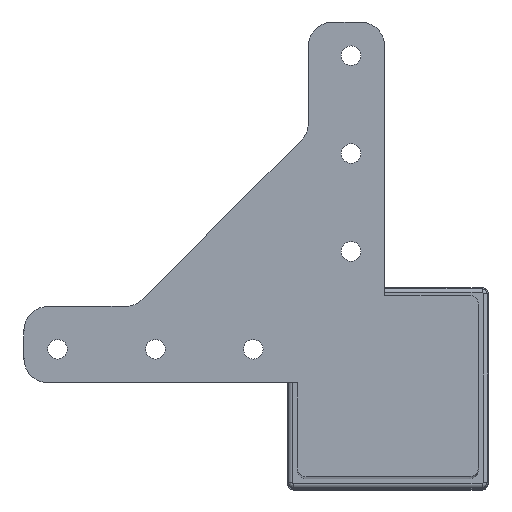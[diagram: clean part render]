
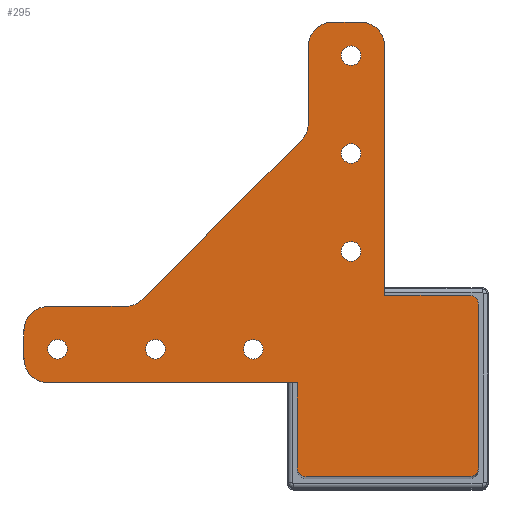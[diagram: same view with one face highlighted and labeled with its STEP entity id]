
A CAD part, top view. The second image highlights one B-rep face of the part: STEP entity #295.
In plain terms, the highlighted planar face has unit normal (0, 0, 1).
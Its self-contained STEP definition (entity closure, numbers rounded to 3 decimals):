
#295=ADVANCED_FACE('',(#650,#651,#652,#653,#654,#655,#656),#657,.F.);
#650=FACE_OUTER_BOUND('',#1759,.T.);
#651=FACE_BOUND('',#1760,.T.);
#652=FACE_BOUND('',#1761,.T.);
#653=FACE_BOUND('',#1762,.T.);
#654=FACE_BOUND('',#1763,.T.);
#655=FACE_BOUND('',#1764,.T.);
#656=FACE_BOUND('',#1765,.T.);
#657=PLANE('',#1766);
#691=EDGE_CURVE('',#1816,#1817,#1818,.T.);
#696=EDGE_CURVE('',#1817,#1825,#1826,.T.);
#700=EDGE_CURVE('',#1825,#1831,#1832,.T.);
#707=EDGE_CURVE('',#1831,#1843,#1844,.T.);
#727=EDGE_CURVE('',#1874,#1876,#1877,.T.);
#730=EDGE_CURVE('',#1876,#1880,#1881,.T.);
#735=EDGE_CURVE('',#1880,#1816,#1887,.T.);
#1759=EDGE_LOOP('',(#2542,#2543,#2544,#2545,#2546,#2547,#2548,#2549,#2550,#2551,#2552,#2553,#2554,#2555,#2556,#2557,#2558,#2559,#2560,#2561));
#1760=EDGE_LOOP('',(#2562));
#1761=EDGE_LOOP('',(#2563));
#1762=EDGE_LOOP('',(#2564));
#1763=EDGE_LOOP('',(#2565));
#1764=EDGE_LOOP('',(#2566));
#1765=EDGE_LOOP('',(#2567));
#1766=AXIS2_PLACEMENT_3D('',#2568,#2569,#2570);
#1816=VERTEX_POINT('',#2636);
#1817=VERTEX_POINT('',#2637);
#1818=CIRCLE('',#2638,3.);
#1825=VERTEX_POINT('',#2647);
#1826=LINE('',#2648,#2649);
#1831=VERTEX_POINT('',#2656);
#1832=CIRCLE('',#2657,3.);
#1843=VERTEX_POINT('',#2671);
#1844=LINE('',#2672,#2673);
#1874=VERTEX_POINT('',#2732);
#1876=VERTEX_POINT('',#2735);
#1877=LINE('',#2736,#2737);
#1880=VERTEX_POINT('',#2741);
#1881=CIRCLE('',#2742,3.0);
#1887=LINE('',#2750,#2751);
#2542=ORIENTED_EDGE('',*,*,#735,.F.);
#2543=ORIENTED_EDGE('',*,*,#730,.F.);
#2544=ORIENTED_EDGE('',*,*,#727,.F.);
#2545=ORIENTED_EDGE('',*,*,#2947,.F.);
#2546=ORIENTED_EDGE('',*,*,#2897,.T.);
#2547=ORIENTED_EDGE('',*,*,#2898,.F.);
#2548=ORIENTED_EDGE('',*,*,#2902,.T.);
#2549=ORIENTED_EDGE('',*,*,#2903,.F.);
#2550=ORIENTED_EDGE('',*,*,#2908,.T.);
#2551=ORIENTED_EDGE('',*,*,#2909,.F.);
#2552=ORIENTED_EDGE('',*,*,#2914,.T.);
#2553=ORIENTED_EDGE('',*,*,#2915,.F.);
#2554=ORIENTED_EDGE('',*,*,#2920,.T.);
#2555=ORIENTED_EDGE('',*,*,#2921,.F.);
#2556=ORIENTED_EDGE('',*,*,#2925,.T.);
#2557=ORIENTED_EDGE('',*,*,#2956,.T.);
#2558=ORIENTED_EDGE('',*,*,#707,.F.);
#2559=ORIENTED_EDGE('',*,*,#700,.F.);
#2560=ORIENTED_EDGE('',*,*,#696,.F.);
#2561=ORIENTED_EDGE('',*,*,#691,.F.);
#2562=ORIENTED_EDGE('',*,*,#2846,.T.);
#2563=ORIENTED_EDGE('',*,*,#2848,.T.);
#2564=ORIENTED_EDGE('',*,*,#2850,.T.);
#2565=ORIENTED_EDGE('',*,*,#2852,.T.);
#2566=ORIENTED_EDGE('',*,*,#2854,.T.);
#2567=ORIENTED_EDGE('',*,*,#2856,.T.);
#2568=CARTESIAN_POINT('',(-10.69,-473.175,876.98));
#2569=DIRECTION('',(0.0,0.0,-1.0));
#2570=DIRECTION('',(0.0,-1.0,0.0));
#2636=CARTESIAN_POINT('',(-10.699,-470.166,876.98));
#2637=CARTESIAN_POINT('',(-13.699,-473.166,876.98));
#2638=AXIS2_PLACEMENT_3D('',#2997,#2998,#2999);
#2647=CARTESIAN_POINT('',(-66.999,-473.166,876.98));
#2648=CARTESIAN_POINT('',(-13.699,-473.166,876.98));
#2649=VECTOR('',#3005,53.3);
#2656=CARTESIAN_POINT('',(-69.999,-470.166,876.98));
#2657=AXIS2_PLACEMENT_3D('',#3008,#3009,#3010);
#2671=CARTESIAN_POINT('',(-69.999,-442.516,876.98));
#2672=CARTESIAN_POINT('',(-69.999,-470.166,876.98));
#2673=VECTOR('',#3020,27.65);
#2732=CARTESIAN_POINT('',(-41.349,-413.866,876.98));
#2735=CARTESIAN_POINT('',(-13.699,-413.866,876.98));
#2736=CARTESIAN_POINT('',(-41.349,-413.866,876.98));
#2737=VECTOR('',#3044,27.65);
#2741=CARTESIAN_POINT('',(-10.699,-416.866,876.98));
#2742=AXIS2_PLACEMENT_3D('',#3046,#3047,#3048);
#2750=CARTESIAN_POINT('',(-10.699,-416.866,876.98));
#2751=VECTOR('',#3054,53.3);
#2846=EDGE_CURVE('',#3206,#3206,#3207,.T.);
#2848=EDGE_CURVE('',#3210,#3210,#3211,.T.);
#2850=EDGE_CURVE('',#3214,#3214,#3215,.T.);
#2852=EDGE_CURVE('',#3218,#3218,#3219,.T.);
#2854=EDGE_CURVE('',#3222,#3222,#3223,.T.);
#2856=EDGE_CURVE('',#3226,#3226,#3227,.T.);
#2897=EDGE_CURVE('',#3299,#3302,#3304,.T.);
#2898=EDGE_CURVE('',#3305,#3302,#3306,.T.);
#2902=EDGE_CURVE('',#3305,#3310,#3312,.T.);
#2903=EDGE_CURVE('',#3313,#3310,#3314,.T.);
#2908=EDGE_CURVE('',#3313,#3320,#3322,.T.);
#2909=EDGE_CURVE('',#3323,#3320,#3324,.T.);
#2914=EDGE_CURVE('',#3323,#3330,#3332,.T.);
#2915=EDGE_CURVE('',#3333,#3330,#3334,.T.);
#2920=EDGE_CURVE('',#3333,#3339,#3341,.T.);
#2921=EDGE_CURVE('',#3342,#3339,#3343,.T.);
#2925=EDGE_CURVE('',#3342,#3347,#3349,.T.);
#2947=EDGE_CURVE('',#3299,#1874,#3381,.T.);
#2956=EDGE_CURVE('',#3347,#1843,#3390,.T.);
#2997=CARTESIAN_POINT('',(-13.699,-470.166,876.98));
#2998=DIRECTION('',(0.0,0.0,-1.0));
#2999=DIRECTION('',(1.0,0.,0.0));
#3005=DIRECTION('',(-1.0,0.0,0.0));
#3008=CARTESIAN_POINT('',(-66.999,-470.166,876.98));
#3009=DIRECTION('',(-0.0,0.0,-1.0));
#3010=DIRECTION('',(-1.0,0.,0.0));
#3020=DIRECTION('',(0.0,1.0,0.0));
#3044=DIRECTION('',(1.0,0.0,0.0));
#3046=CARTESIAN_POINT('',(-13.699,-416.866,876.98));
#3047=DIRECTION('',(0.0,0.0,-1.0));
#3048=DIRECTION('',(0.0,1.0,0.0));
#3054=DIRECTION('',(0.0,-1.0,0.0));
#3206=VERTEX_POINT('',#3604);
#3207=CIRCLE('',#3605,3.2);
#3210=VERTEX_POINT('',#3608);
#3211=CIRCLE('',#3609,3.2);
#3214=VERTEX_POINT('',#3612);
#3215=CIRCLE('',#3613,3.2);
#3218=VERTEX_POINT('',#3616);
#3219=CIRCLE('',#3617,3.2);
#3222=VERTEX_POINT('',#3620);
#3223=CIRCLE('',#3621,3.2);
#3226=VERTEX_POINT('',#3624);
#3227=CIRCLE('',#3625,3.2);
#3299=VERTEX_POINT('',#3755);
#3302=VERTEX_POINT('',#3759);
#3304=CIRCLE('',#3762,8.0);
#3305=VERTEX_POINT('',#3763);
#3306=LINE('',#3764,#3765);
#3310=VERTEX_POINT('',#3770);
#3312=CIRCLE('',#3773,8.0);
#3313=VERTEX_POINT('',#3774);
#3314=LINE('',#3775,#3776);
#3320=VERTEX_POINT('',#3784);
#3322=CIRCLE('',#3787,8.0);
#3323=VERTEX_POINT('',#3788);
#3324=LINE('',#3789,#3790);
#3330=VERTEX_POINT('',#3798);
#3332=CIRCLE('',#3801,8.);
#3333=VERTEX_POINT('',#3802);
#3334=LINE('',#3803,#3804);
#3339=VERTEX_POINT('',#3811);
#3341=CIRCLE('',#3814,8.0);
#3342=VERTEX_POINT('',#3815);
#3343=LINE('',#3816,#3817);
#3347=VERTEX_POINT('',#3822);
#3349=CIRCLE('',#3825,8.0);
#3381=LINE('',#3864,#3865);
#3390=LINE('',#3882,#3883);
#3604=CARTESIAN_POINT('',(-52.349,-338.716,876.98));
#3605=AXIS2_PLACEMENT_3D('',#4070,#4071,#4072);
#3608=CARTESIAN_POINT('',(-52.349,-370.716,876.98));
#3609=AXIS2_PLACEMENT_3D('',#4076,#4077,#4078);
#3612=CARTESIAN_POINT('',(-52.349,-402.716,876.98));
#3613=AXIS2_PLACEMENT_3D('',#4082,#4083,#4084);
#3616=CARTESIAN_POINT('',(-148.349,-434.716,876.98));
#3617=AXIS2_PLACEMENT_3D('',#4088,#4089,#4090);
#3620=CARTESIAN_POINT('',(-116.349,-434.716,876.98));
#3621=AXIS2_PLACEMENT_3D('',#4094,#4095,#4096);
#3624=CARTESIAN_POINT('',(-84.349,-434.716,876.98));
#3625=AXIS2_PLACEMENT_3D('',#4100,#4101,#4102);
#3755=CARTESIAN_POINT('',(-41.349,-332.516,876.98));
#3759=CARTESIAN_POINT('',(-49.349,-324.516,876.98));
#3762=AXIS2_PLACEMENT_3D('',#4176,#4177,#4178);
#3763=CARTESIAN_POINT('',(-58.349,-324.516,876.98));
#3764=CARTESIAN_POINT('',(-58.349,-324.516,876.98));
#3765=VECTOR('',#4179,9.);
#3770=CARTESIAN_POINT('',(-66.349,-332.516,876.98));
#3773=AXIS2_PLACEMENT_3D('',#4185,#4186,#4187);
#3774=CARTESIAN_POINT('',(-66.349,-357.634,876.98));
#3775=CARTESIAN_POINT('',(-66.349,-357.634,876.98));
#3776=VECTOR('',#4188,25.118);
#3784=CARTESIAN_POINT('',(-68.692,-363.291,876.98));
#3787=AXIS2_PLACEMENT_3D('',#4195,#4196,#4197);
#3788=CARTESIAN_POINT('',(-120.574,-415.173,876.98));
#3789=CARTESIAN_POINT('',(-120.574,-415.173,876.98));
#3790=VECTOR('',#4198,73.373);
#3798=CARTESIAN_POINT('',(-126.231,-417.516,876.98));
#3801=AXIS2_PLACEMENT_3D('',#4205,#4206,#4207);
#3802=CARTESIAN_POINT('',(-151.349,-417.516,876.98));
#3803=CARTESIAN_POINT('',(-151.349,-417.516,876.98));
#3804=VECTOR('',#4208,25.118);
#3811=CARTESIAN_POINT('',(-159.349,-425.516,876.98));
#3814=AXIS2_PLACEMENT_3D('',#4215,#4216,#4217);
#3815=CARTESIAN_POINT('',(-159.349,-434.516,876.98));
#3816=CARTESIAN_POINT('',(-159.349,-434.516,876.98));
#3817=VECTOR('',#4218,9.);
#3822=CARTESIAN_POINT('',(-151.349,-442.516,876.98));
#3825=AXIS2_PLACEMENT_3D('',#4224,#4225,#4226);
#3864=CARTESIAN_POINT('',(-41.349,-332.516,876.98));
#3865=VECTOR('',#4276,81.35);
#3882=CARTESIAN_POINT('',(-151.349,-442.516,876.98));
#3883=VECTOR('',#4285,81.35);
#4070=CARTESIAN_POINT('',(-52.349,-335.516,876.98));
#4071=DIRECTION('',(0.0,0.0,-1.0));
#4072=DIRECTION('',(0.,1.0,0.0));
#4076=CARTESIAN_POINT('',(-52.349,-367.516,876.98));
#4077=DIRECTION('',(0.0,0.0,-1.0));
#4078=DIRECTION('',(0.,1.0,0.0));
#4082=CARTESIAN_POINT('',(-52.349,-399.516,876.98));
#4083=DIRECTION('',(0.0,0.0,-1.0));
#4084=DIRECTION('',(0.,1.0,0.0));
#4088=CARTESIAN_POINT('',(-148.349,-431.516,876.98));
#4089=DIRECTION('',(0.0,0.0,-1.0));
#4090=DIRECTION('',(0.,1.0,0.0));
#4094=CARTESIAN_POINT('',(-116.349,-431.516,876.98));
#4095=DIRECTION('',(0.0,0.0,-1.0));
#4096=DIRECTION('',(0.,1.0,0.0));
#4100=CARTESIAN_POINT('',(-84.349,-431.516,876.98));
#4101=DIRECTION('',(0.0,0.0,-1.0));
#4102=DIRECTION('',(0.,1.0,0.0));
#4176=CARTESIAN_POINT('',(-49.349,-332.516,876.98));
#4177=DIRECTION('',(0.0,0.0,1.0));
#4178=DIRECTION('',(1.0,0.0,0.0));
#4179=DIRECTION('',(1.0,0.0,0.0));
#4185=CARTESIAN_POINT('',(-58.349,-332.516,876.98));
#4186=DIRECTION('',(0.0,0.0,1.0));
#4187=DIRECTION('',(0.,1.0,0.0));
#4188=DIRECTION('',(0.0,1.0,0.0));
#4195=CARTESIAN_POINT('',(-74.349,-357.634,876.98));
#4196=DIRECTION('',(0.0,0.0,-1.0));
#4197=DIRECTION('',(1.0,0.0,0.0));
#4198=DIRECTION('',(0.707,0.707,0.0));
#4205=CARTESIAN_POINT('',(-126.231,-409.516,876.98));
#4206=DIRECTION('',(0.,0.,-1.0));
#4207=DIRECTION('',(0.707,-0.707,0.0));
#4208=DIRECTION('',(1.0,0.0,0.0));
#4215=CARTESIAN_POINT('',(-151.349,-425.516,876.98));
#4216=DIRECTION('',(0.0,-0.0,1.0));
#4217=DIRECTION('',(0.0,1.0,0.0));
#4218=DIRECTION('',(0.0,1.0,0.0));
#4224=CARTESIAN_POINT('',(-151.349,-434.516,876.98));
#4225=DIRECTION('',(0.0,0.0,1.0));
#4226=DIRECTION('',(-1.0,0.0,0.0));
#4276=DIRECTION('',(0.0,-1.0,0.0));
#4285=DIRECTION('',(1.0,0.0,0.0));
